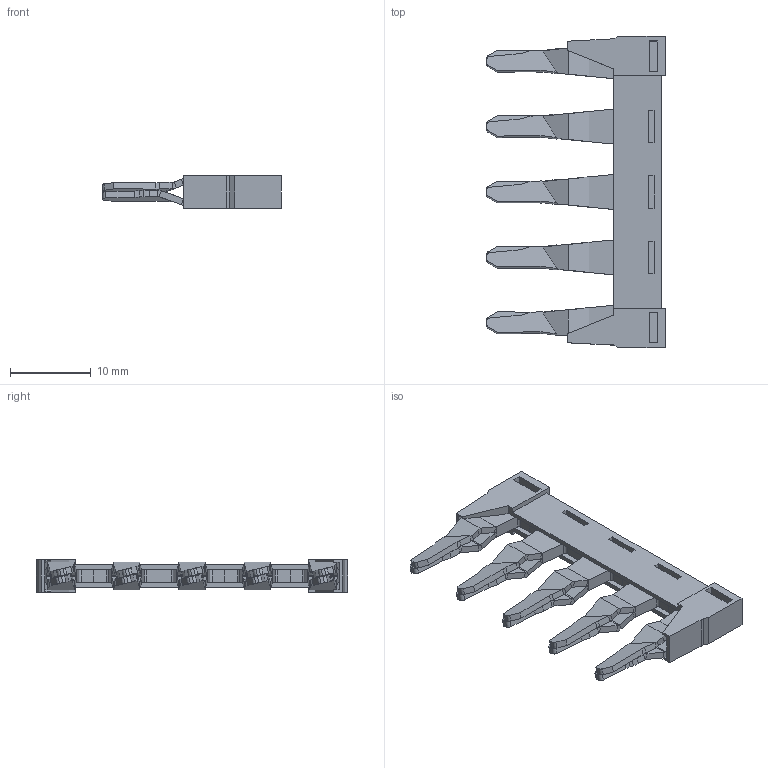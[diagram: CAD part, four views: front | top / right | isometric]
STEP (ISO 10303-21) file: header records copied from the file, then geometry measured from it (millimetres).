
FILE_DESCRIPTION(/* description */ (''),/* implementation_level */ '2;1');
FILE_NAME(/* name */ '17415.8_FIQI_6-10_5.stp',/* time_stamp */ '2018-06-26T11:05:47+02:00',/* author */ (''),/* organization */ (''),/* preprocessor_version */ 'ST-DEVELOPER v16',/* originating_system */ 'SIEMENS PLM Software NX 10.0',/* authorisation */ '');
FILE_SCHEMA (('AP203_CONFIGURATION_CONTROLLED_3D_DESIGN_OF_MECHANICAL_PARTS_AND_ASSEMBLIES_MIM_LF { 1 0 10303 403 2 1 2}'));
Length unit declared in the file: millimetre
Products named in the file (1): scho2214D57Bx5et
Bounding box: 22.12 x 38.6 x 4 mm (x, y, z)
Volume: 1081.7 mm3; surface area: 2658.5 mm2
Topology: 1 solids, 1 shells, 410 faces, 1098 edges, 692 vertices
Faces by surface type: plane 280, cylinder 70, bspline 60
Entity records: 14782 total; most frequent: CARTESIAN_POINT 4969, ORIENTED_EDGE 2196, DIRECTION 1702, EDGE_CURVE 1098, LINE 840, VECTOR 840, VERTEX_POINT 692, AXIS2_PLACEMENT_3D 431
